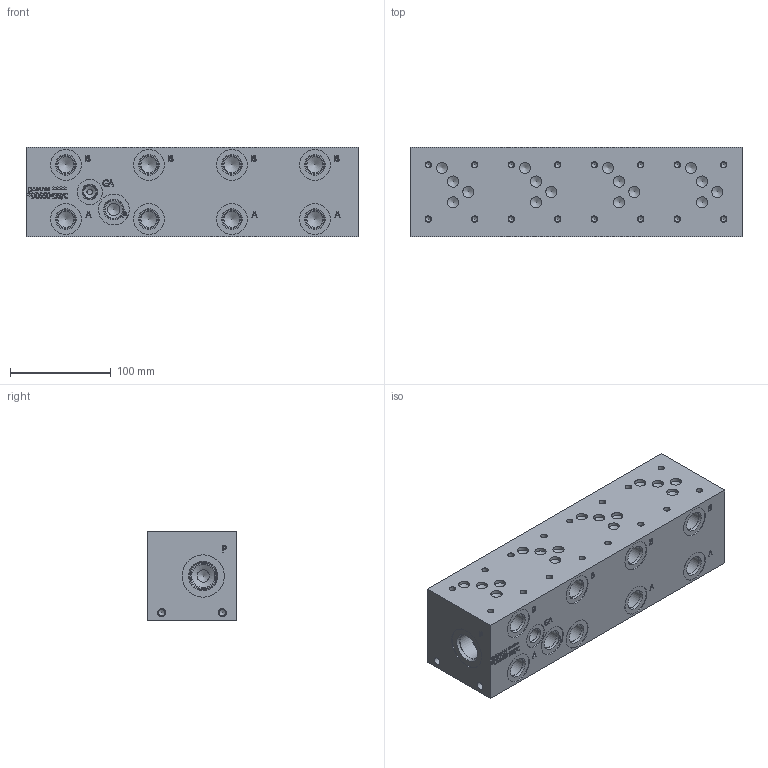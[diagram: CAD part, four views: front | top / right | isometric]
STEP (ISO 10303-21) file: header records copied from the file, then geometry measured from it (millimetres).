
FILE_DESCRIPTION(/* description */ (''),/* implementation_level */ '2;1');
FILE_NAME(/* name */ '_D05S043S_C.stp',/* time_stamp */ '2020-03-30T16:12:43-04:00',/* author */ ('alexanderw'),/* organization */ (''),/* preprocessor_version */ 'ST-DEVELOPER v17',/* originating_system */ 'Autodesk Inventor 2019',/* authorisation */ '');
FILE_SCHEMA (('AUTOMOTIVE_DESIGN { 1 0 10303 214 3 1 1 }'));
Length unit declared in the file: millimetre
Products named in the file (1): Part_AD05S043S~C_3D
Bounding box: 330.2 x 88.9 x 88.9 mm (x, y, z)
Volume: 2452606.3 mm3; surface area: 168787.1 mm2
Topology: 1 solids, 1 shells, 828 faces, 2271 edges, 1541 vertices
Faces by surface type: plane 415, bspline 198, cylinder 124, cone 91
Full cylindrical faces by diameter (mm): 5.105 x16, 6.35 x16, 6.528 x4, 7.925 x4, 11.125 x17, 12.294 x3, 12.9 x1, 14.275 x1, 14.29 x1, 14.529 x1, 15.875 x8, 15.9 x1, 17.501 x9, 19.05 x9, 19.253 x9, 20.62 x1, 22.23 x1, 22.54 x1, 23.012 x2, 24.917 x2, 25.019 x1, 26.99 x2, 27.432 x2, 30.16 x1, 30.632 x8, 42.037 x1
Entity records: 27826 total; most frequent: CARTESIAN_POINT 7202, ORIENTED_EDGE 4446, DIRECTION 3548, EDGE_CURVE 2223, VERTEX_POINT 1541, LINE 1362, VECTOR 1362, AXIS2_PLACEMENT_3D 1093
